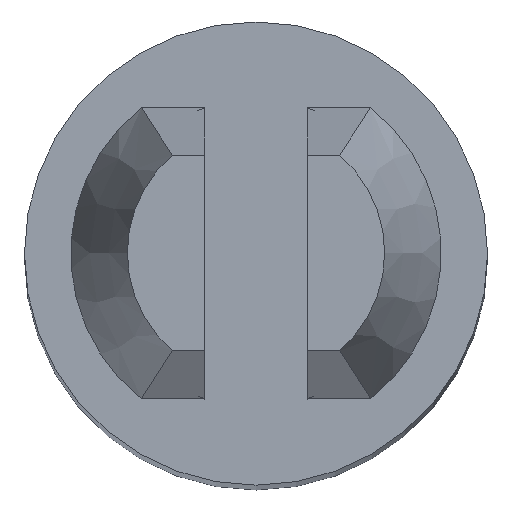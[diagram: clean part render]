
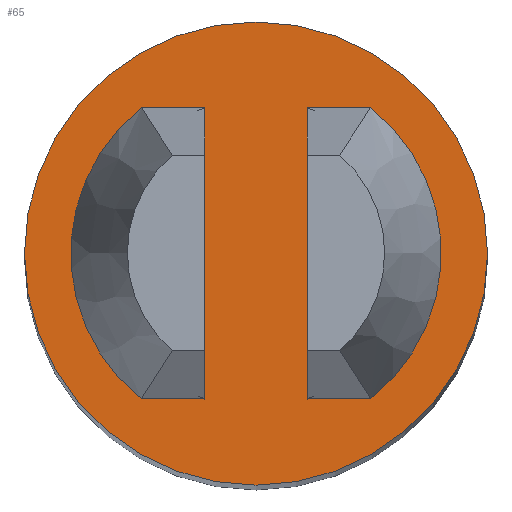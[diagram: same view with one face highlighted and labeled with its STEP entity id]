
A CAD part, top view. The second image highlights one B-rep face of the part: STEP entity #65.
In plain terms, the highlighted planar face has unit normal (0, 0, 1).
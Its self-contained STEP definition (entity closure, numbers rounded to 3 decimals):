
#65 = ADVANCED_FACE( '', ( #141, #142, #143 ), #144, .F. );
#141 = FACE_BOUND( '', #228, .T. );
#142 = FACE_BOUND( '', #229, .T. );
#143 = FACE_OUTER_BOUND( '', #230, .T. );
#144 = PLANE( '', #231 );
#228 = EDGE_LOOP( '', ( #346, #347 ) );
#229 = EDGE_LOOP( '', ( #348, #349 ) );
#230 = EDGE_LOOP( '', ( #350 ) );
#231 = AXIS2_PLACEMENT_3D( '', #351, #352, #353 );
#346 = ORIENTED_EDGE( '', *, *, #506, .T. );
#347 = ORIENTED_EDGE( '', *, *, #511, .T. );
#348 = ORIENTED_EDGE( '', *, *, #522, .T. );
#349 = ORIENTED_EDGE( '', *, *, #523, .F. );
#350 = ORIENTED_EDGE( '', *, *, #489, .F. );
#351 = CARTESIAN_POINT( '', ( -1.5, 0., 13.5 ) );
#352 = DIRECTION( '', ( 0., 0., -1. ) );
#353 = DIRECTION( '', ( -1., 0., 0. ) );
#489 = EDGE_CURVE( '', #567, #567, #568, .T. );
#506 = EDGE_CURVE( '', #598, #596, #599, .T. );
#511 = EDGE_CURVE( '', #596, #598, #604, .T. );
#522 = EDGE_CURVE( '', #621, #622, #623, .T. );
#523 = EDGE_CURVE( '', #621, #622, #624, .T. );
#567 = VERTEX_POINT( '', #678 );
#568 = CIRCLE( '', #679, 2.25 );
#596 = VERTEX_POINT( '', #721 );
#598 = VERTEX_POINT( '', #724 );
#599 = LINE( '', #725, #726 );
#604 = CIRCLE( '', #733, 1.5 );
#621 = VERTEX_POINT( '', #765 );
#622 = VERTEX_POINT( '', #766 );
#623 = CIRCLE( '', #767, 1.5 );
#624 = LINE( '', #768, #769 );
#678 = CARTESIAN_POINT( '', ( -2.25, 0., 13.5 ) );
#679 = AXIS2_PLACEMENT_3D( '', #861, #862, #863 );
#721 = CARTESIAN_POINT( '', ( 0.5, 1.414, 13.5 ) );
#724 = CARTESIAN_POINT( '', ( 0.5, -1.414, 13.5 ) );
#725 = CARTESIAN_POINT( '', ( 0.5, -2.25, 13.5 ) );
#726 = VECTOR( '', #879, 1000. );
#733 = AXIS2_PLACEMENT_3D( '', #885, #886, #887 );
#765 = CARTESIAN_POINT( '', ( -0.5, -1.414, 13.5 ) );
#766 = CARTESIAN_POINT( '', ( -0.5, 1.414, 13.5 ) );
#767 = AXIS2_PLACEMENT_3D( '', #900, #901, #902 );
#768 = CARTESIAN_POINT( '', ( -0.5, -2.25, 13.5 ) );
#769 = VECTOR( '', #903, 1000. );
#861 = CARTESIAN_POINT( '', ( 0., 0., 13.5 ) );
#862 = DIRECTION( '', ( 0., 0., -1. ) );
#863 = DIRECTION( '', ( -1., 0., 0. ) );
#879 = DIRECTION( '', ( 0., 1., 0. ) );
#885 = CARTESIAN_POINT( '', ( 0., 0., 13.5 ) );
#886 = DIRECTION( '', ( 0., 0., -1. ) );
#887 = DIRECTION( '', ( -1., 0., 0. ) );
#900 = CARTESIAN_POINT( '', ( 0., 0., 13.5 ) );
#901 = DIRECTION( '', ( 0., 0., -1. ) );
#902 = DIRECTION( '', ( -1., 0., 0. ) );
#903 = DIRECTION( '', ( 0., 1., 0. ) );
